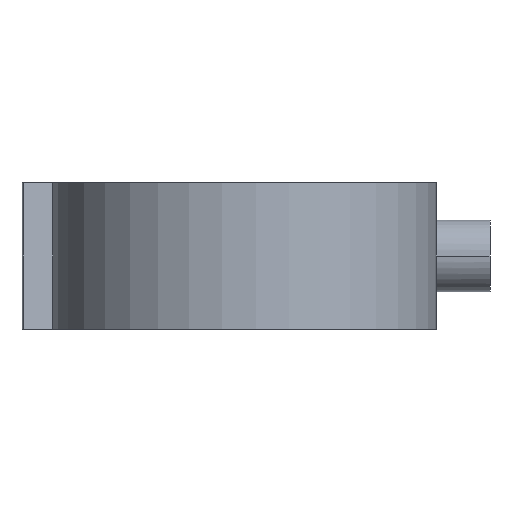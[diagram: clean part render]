
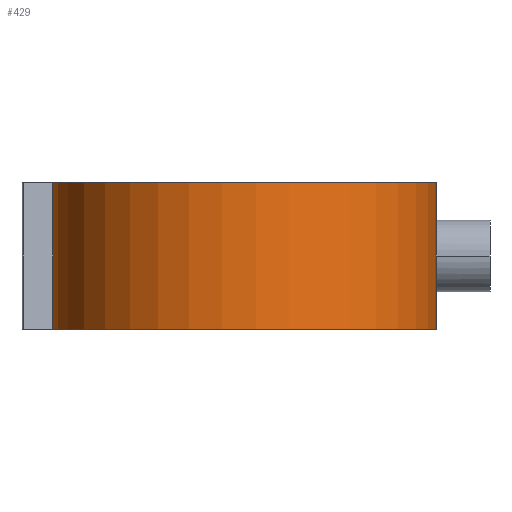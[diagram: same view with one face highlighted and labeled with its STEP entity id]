
A CAD part, front view. The second image highlights one B-rep face of the part: STEP entity #429.
In plain terms, the highlighted cylindrical face has radius 168.167 mm (diameter 336.333 mm), a partial arc.
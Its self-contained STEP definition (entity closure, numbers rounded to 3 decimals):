
#257 = VERTEX_POINT( '', #652 );
#269 = EDGE_CURVE( '', #571, #257, #666, .T. );
#285 = EDGE_CURVE( '', #385, #387, #685, .T. );
#385 = VERTEX_POINT( '', #791 );
#387 = VERTEX_POINT( '', #793 );
#411 = EDGE_CURVE( '', #257, #385, #820, .T. );
#429 = ADVANCED_FACE( '', ( #843 ), #844, .T. );
#443 = EDGE_CURVE( '', #571, #387, #860, .T. );
#571 = VERTEX_POINT( '', #998 );
#652 = CARTESIAN_POINT( '', ( -167.892, -9.6, -64. ) );
#666 = LINE( '', #1246, #1247 );
#685 = LINE( '', #1270, #1271 );
#791 = CARTESIAN_POINT( '', ( 167.892, 9.6, -64. ) );
#793 = CARTESIAN_POINT( '', ( 167.892, 9.6, 64. ) );
#820 = CIRCLE( '', #1774, 168.167 );
#843 = FACE_OUTER_BOUND( '', #1801, .T. );
#844 = CYLINDRICAL_SURFACE( '', #1802, 168.167 );
#860 = CIRCLE( '', #1853, 168.167 );
#998 = CARTESIAN_POINT( '', ( -167.892, -9.6, 64. ) );
#1246 = CARTESIAN_POINT( '', ( -167.892, -9.6, 64. ) );
#1247 = VECTOR( '', #2240, 1. );
#1270 = CARTESIAN_POINT( '', ( 167.892, 9.6, 64. ) );
#1271 = VECTOR( '', #2270, 1. );
#1774 = AXIS2_PLACEMENT_3D( '', #2409, #2410, #2411 );
#1801 = EDGE_LOOP( '', ( #2458, #2459, #2460, #2461 ) );
#1802 = AXIS2_PLACEMENT_3D( '', #2462, #2463, #2464 );
#1853 = AXIS2_PLACEMENT_3D( '', #2492, #2493, #2494 );
#2240 = DIRECTION( '', ( 0., 0., -1. ) );
#2270 = DIRECTION( '', ( 0., 0., 1. ) );
#2409 = CARTESIAN_POINT( '', ( 0., 0., -64. ) );
#2410 = DIRECTION( '', ( 0., 0., 1. ) );
#2411 = DIRECTION( '', ( -0.998, -0.057, 0. ) );
#2458 = ORIENTED_EDGE( '', *, *, #285, .T. );
#2459 = ORIENTED_EDGE( '', *, *, #443, .F. );
#2460 = ORIENTED_EDGE( '', *, *, #269, .T. );
#2461 = ORIENTED_EDGE( '', *, *, #411, .T. );
#2462 = CARTESIAN_POINT( '', ( 0., 0., 64. ) );
#2463 = DIRECTION( '', ( 0., 0., 1. ) );
#2464 = DIRECTION( '', ( -0.998, -0.057, 0. ) );
#2492 = CARTESIAN_POINT( '', ( 0., 0., 64. ) );
#2493 = DIRECTION( '', ( 0., 0., 1. ) );
#2494 = DIRECTION( '', ( -0.998, -0.057, 0. ) );
